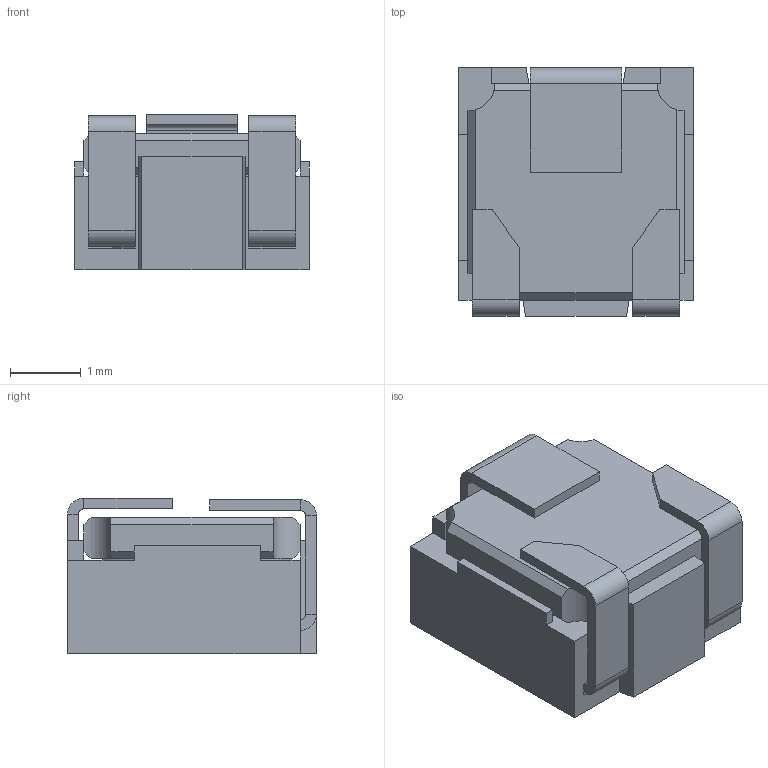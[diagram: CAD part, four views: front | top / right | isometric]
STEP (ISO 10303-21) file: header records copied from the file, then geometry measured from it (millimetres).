
FILE_DESCRIPTION((''),'2;1');
FILE_NAME('31118-81300','2012-10-30T',('stevec'),('Bourns, Inc.'),'PRO/ENGINEER BY PARAMETRIC TECHNOLOGY CORPORATION, 2012230','PRO/ENGINEER BY PARAMETRIC TECHNOLOGY CORPORATION, 2012230','');
FILE_SCHEMA(('CONFIG_CONTROL_DESIGN'));
Length unit declared in the file: inch
Products named in the file (1): 31118-81300
Bounding box: 3.3 x 3.51 x 2.2 mm (x, y, z)
Volume: 18.1 mm3; surface area: 116.3 mm2
Topology: 1 solids, 3 shells, 234 faces, 610 edges, 380 vertices
Faces by surface type: plane 166, cylinder 50, cone 11, torus 6, bspline 1
Entity records: 7207 total; most frequent: CARTESIAN_POINT 1367, ORIENTED_EDGE 1220, DIRECTION 1187, EDGE_CURVE 610, VECTOR 447, LINE 447, VERTEX_POINT 380, AXIS2_PLACEMENT_3D 370
